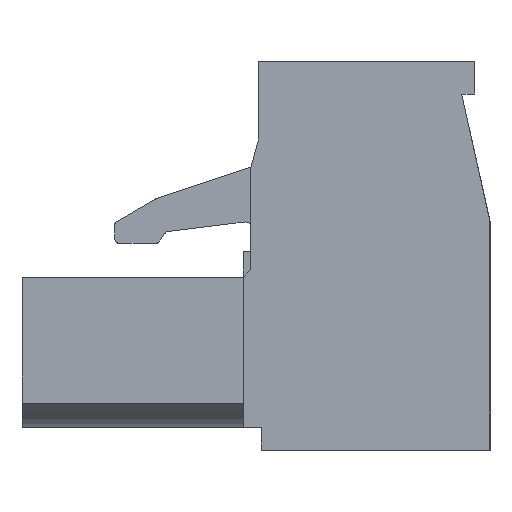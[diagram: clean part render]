
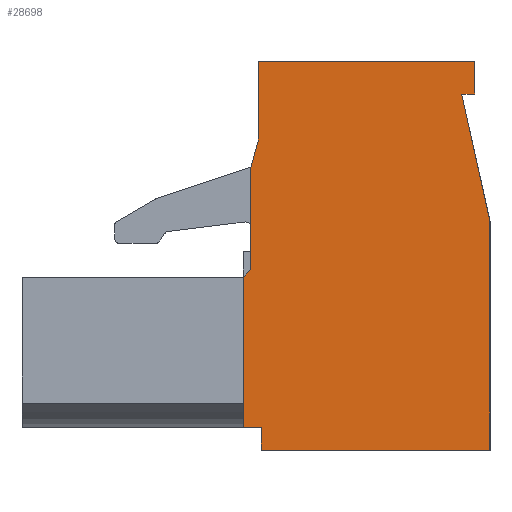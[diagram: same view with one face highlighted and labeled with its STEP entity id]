
A CAD part, left-side view. The second image highlights one B-rep face of the part: STEP entity #28698.
In plain terms, the highlighted planar face has unit normal (-1, 0, 0).
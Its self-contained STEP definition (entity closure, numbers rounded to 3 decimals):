
#5087=ORIENTED_EDGE('',*,*,#11068,.F.);
#5088=ORIENTED_EDGE('',*,*,#9891,.F.);
#5089=ORIENTED_EDGE('',*,*,#10467,.F.);
#5090=ORIENTED_EDGE('',*,*,#9520,.F.);
#5091=ORIENTED_EDGE('',*,*,#10453,.F.);
#5092=ORIENTED_EDGE('',*,*,#9945,.F.);
#5093=ORIENTED_EDGE('',*,*,#9604,.F.);
#5094=ORIENTED_EDGE('',*,*,#10454,.F.);
#5095=ORIENTED_EDGE('',*,*,#9464,.F.);
#5096=ORIENTED_EDGE('',*,*,#10458,.F.);
#5097=ORIENTED_EDGE('',*,*,#10461,.F.);
#5098=ORIENTED_EDGE('',*,*,#8894,.F.);
#5099=ORIENTED_EDGE('',*,*,#10498,.F.);
#8894=EDGE_CURVE('',#12947,#12948,#15621,.T.);
#9464=EDGE_CURVE('',#13444,#13445,#16142,.T.);
#9520=EDGE_CURVE('',#13500,#13501,#16198,.T.);
#9604=EDGE_CURVE('',#13572,#13573,#16281,.T.);
#9891=EDGE_CURVE('',#13845,#13846,#16515,.T.);
#9945=EDGE_CURVE('',#13573,#13891,#16568,.T.);
#10453=EDGE_CURVE('',#13891,#13500,#17027,.T.);
#10454=EDGE_CURVE('',#13445,#13572,#17028,.T.);
#10458=EDGE_CURVE('',#14247,#13444,#17032,.T.);
#10461=EDGE_CURVE('',#12948,#14247,#17035,.T.);
#10467=EDGE_CURVE('',#13501,#13845,#17041,.T.);
#10498=EDGE_CURVE('',#14259,#12947,#17070,.T.);
#11068=EDGE_CURVE('',#13846,#14259,#17564,.T.);
#12947=VERTEX_POINT('',#39276);
#12948=VERTEX_POINT('',#39278);
#13444=VERTEX_POINT('',#40419);
#13445=VERTEX_POINT('',#40421);
#13500=VERTEX_POINT('',#40532);
#13501=VERTEX_POINT('',#40534);
#13572=VERTEX_POINT('',#40689);
#13573=VERTEX_POINT('',#40691);
#13845=VERTEX_POINT('',#41254);
#13846=VERTEX_POINT('',#41256);
#13891=VERTEX_POINT('',#41364);
#14247=VERTEX_POINT('',#42358);
#14259=VERTEX_POINT('',#42436);
#15621=LINE('',#39277,#19281);
#16142=LINE('',#40420,#19802);
#16198=LINE('',#40533,#19858);
#16281=LINE('',#40690,#19941);
#16515=LINE('',#41255,#20175);
#16568=LINE('',#41363,#20228);
#17027=LINE('',#42348,#20687);
#17028=LINE('',#42350,#20688);
#17032=LINE('',#42359,#20692);
#17035=LINE('',#42364,#20695);
#17041=LINE('',#42373,#20701);
#17070=LINE('',#42437,#20730);
#17564=LINE('',#43684,#21224);
#19281=VECTOR('',#31683,1000.);
#19802=VECTOR('',#32454,1000.);
#19858=VECTOR('',#32512,1000.);
#19941=VECTOR('',#32599,1000.);
#20175=VECTOR('',#32949,1000.);
#20228=VECTOR('',#33022,1000.);
#20687=VECTOR('',#33827,1000.);
#20688=VECTOR('',#33830,1000.);
#20692=VECTOR('',#33836,1000.);
#20695=VECTOR('',#33841,1000.);
#20701=VECTOR('',#33851,1000.);
#20730=VECTOR('',#33930,1000.);
#21224=VECTOR('',#35562,1000.);
#23902=EDGE_LOOP('',(#5087,#5088,#5089,#5090,#5091,#5092,#5093,#5094,#5095,
#5096,#5097,#5098,#5099));
#25723=FACE_BOUND('',#23902,.T.);
#27238=PLANE('',#30731);
#28698=ADVANCED_FACE('',(#25723),#27238,.F.);
#30731=AXIS2_PLACEMENT_3D('',#43818,#35724,#35725);
#31683=DIRECTION('',(0.,0.,1.));
#32454=DIRECTION('',(0.,-1.,0.));
#32512=DIRECTION('',(0.,1.,0.));
#32599=DIRECTION('',(0.,1.,0.));
#32949=DIRECTION('',(0.,1.,0.));
#33022=DIRECTION('',(0.,-0.217,-0.976));
#33827=DIRECTION('',(0.,0.,-1.));
#33830=DIRECTION('',(0.,0.,-1.));
#33836=DIRECTION('',(0.,0.,1.));
#33841=DIRECTION('',(0.,-0.263,0.965));
#33851=DIRECTION('',(0.,0.,1.));
#33930=DIRECTION('',(0.,-0.707,0.707));
#35562=DIRECTION('',(0.,0.,1.));
#35724=DIRECTION('',(1.,0.,0.));
#35725=DIRECTION('',(0.,0.,-1.));
#39276=CARTESIAN_POINT('',(-33.12,4.85,2.575));
#39277=CARTESIAN_POINT('',(-33.12,4.85,6.55));
#39278=CARTESIAN_POINT('',(-33.12,4.85,6.55));
#40419=CARTESIAN_POINT('',(-33.12,4.55,10.65));
#40420=CARTESIAN_POINT('',(-33.12,-3.85,10.65));
#40421=CARTESIAN_POINT('',(-33.12,-3.85,10.65));
#40532=CARTESIAN_POINT('',(-33.12,-4.45,-4.45));
#40533=CARTESIAN_POINT('',(-33.12,4.45,-4.45));
#40534=CARTESIAN_POINT('',(-33.12,4.45,-4.45));
#40689=CARTESIAN_POINT('',(-33.12,-3.85,9.4));
#40690=CARTESIAN_POINT('',(-33.12,-3.35,9.4));
#40691=CARTESIAN_POINT('',(-33.12,-3.35,9.4));
#41254=CARTESIAN_POINT('',(-33.12,4.45,-3.575));
#41255=CARTESIAN_POINT('',(-33.12,5.15,-3.575));
#41256=CARTESIAN_POINT('',(-33.12,5.15,-3.575));
#41363=CARTESIAN_POINT('',(-33.12,-3.35,9.4));
#41364=CARTESIAN_POINT('',(-33.12,-4.45,4.45));
#42348=CARTESIAN_POINT('',(-33.12,-4.45,-4.45));
#42350=CARTESIAN_POINT('',(-33.12,-3.85,9.4));
#42358=CARTESIAN_POINT('',(-33.12,4.55,7.65));
#42359=CARTESIAN_POINT('',(-33.12,4.55,10.65));
#42364=CARTESIAN_POINT('',(-33.12,4.55,7.65));
#42373=CARTESIAN_POINT('',(-33.12,4.45,-3.575));
#42436=CARTESIAN_POINT('',(-33.12,5.15,2.275));
#42437=CARTESIAN_POINT('',(-33.12,5.15,2.275));
#43684=CARTESIAN_POINT('',(-33.12,5.15,2.275));
#43818=CARTESIAN_POINT('',(-33.12,0.,0.));
